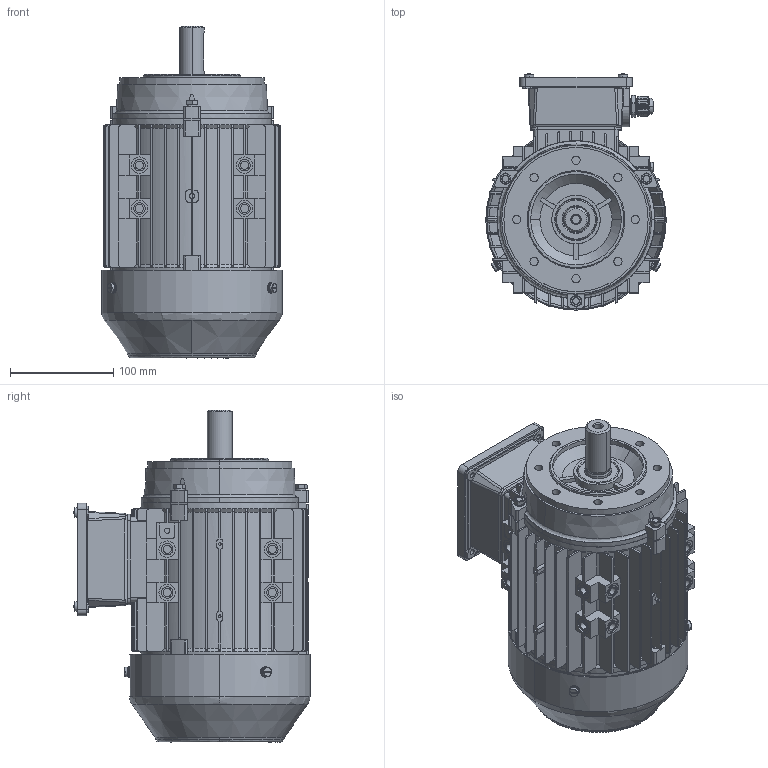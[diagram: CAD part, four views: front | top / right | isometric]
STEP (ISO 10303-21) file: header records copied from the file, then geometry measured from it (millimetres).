
FILE_DESCRIPTION (( 'STEP AP203' ), '1' );
FILE_NAME ('JL3-90S-B14A.step', '2018-12-14T09:03:36', ( '' ), ( '' ), 'SwSTEP 2.0', 'SolidWorks 2018', '' );
FILE_SCHEMA (( 'CONFIG_CONTROL_DESIGN' ));
Products named in the file (1): JL3-90S-B14A
Bounding box: 175 x 228.92 x 322 mm (x, y, z)
Volume: 1161000.4 mm3; surface area: 731675.1 mm2
Topology: 42 solids, 42 shells, 3499 faces, 9367 edges, 5985 vertices
Faces by surface type: plane 1348, cylinder 1334, bspline 581, cone 228, sphere 8
Entity records: 344505 total; most frequent: CARTESIAN_POINT 260118, ORIENTED_EDGE 18686, DIRECTION 16536, EDGE_CURVE 9343, AXIS2_PLACEMENT_3D 6138, VERTEX_POINT 5985, VECTOR 4260, LINE 4260
